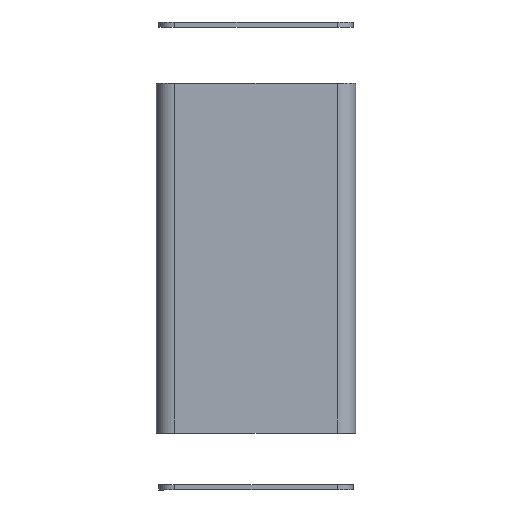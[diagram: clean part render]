
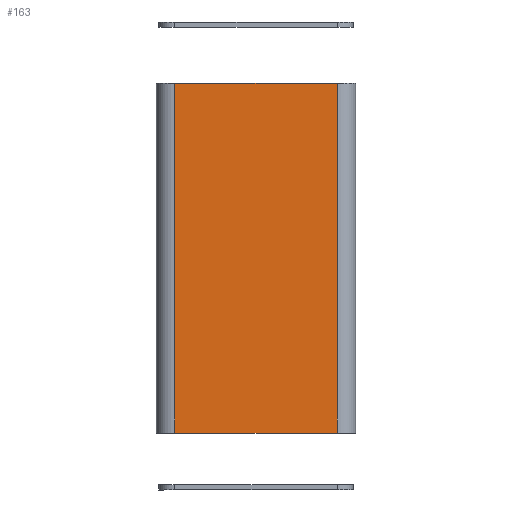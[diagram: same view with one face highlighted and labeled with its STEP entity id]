
A CAD part, front view. The second image highlights one B-rep face of the part: STEP entity #163.
In plain terms, the highlighted planar face has unit normal (0, -1, 0).
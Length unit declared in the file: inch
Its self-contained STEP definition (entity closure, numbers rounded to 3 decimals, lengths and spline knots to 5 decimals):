
#67 = DIRECTION ( 'NONE',  ( 0., 1., 0. ) ) ;
#68 = CARTESIAN_POINT ( 'NONE',  ( -107.99373, 124.51755, 3.93701 ) ) ;
#87 = VERTEX_POINT ( 'NONE', #380 ) ;
#126 = VECTOR ( 'NONE', #2095, 39.37008 ) ;
#163 = ADVANCED_FACE ( 'NONE', ( #2319 ), #1056, .F. ) ;
#228 = LINE ( 'NONE', #1036, #1835 ) ;
#380 = CARTESIAN_POINT ( 'NONE',  ( -107.99373, 124.51755, 3.93701 ) ) ;
#394 = CARTESIAN_POINT ( 'NONE',  ( -109.82444, 124.51755, 3.93701 ) ) ;
#452 = DIRECTION ( 'NONE',  ( 0., 0., -1. ) ) ;
#484 = LINE ( 'NONE', #2167, #1772 ) ;
#939 = EDGE_CURVE ( 'NONE', #1824, #87, #484, .T. ) ;
#976 = DIRECTION ( 'NONE',  ( 1., 0., 0. ) ) ;
#1025 = CARTESIAN_POINT ( 'NONE',  ( -107.99373, 124.51755, 3.93701 ) ) ;
#1036 = CARTESIAN_POINT ( 'NONE',  ( -107.99373, 124.51755, 0. ) ) ;
#1037 = EDGE_CURVE ( 'NONE', #87, #1931, #2174, .T. ) ;
#1056 = PLANE ( 'NONE',  #1830 ) ;
#1066 = CARTESIAN_POINT ( 'NONE',  ( -109.82444, 124.51755, 0. ) ) ;
#1087 = VECTOR ( 'NONE', #452, 39.37008 ) ;
#1150 = EDGE_CURVE ( 'NONE', #2327, #1931, #228, .T. ) ;
#1726 = EDGE_CURVE ( 'NONE', #1824, #2327, #2493, .T. ) ;
#1772 = VECTOR ( 'NONE', #976, 39.37008 ) ;
#1791 = ORIENTED_EDGE ( 'NONE', *, *, #1726, .T. ) ;
#1824 = VERTEX_POINT ( 'NONE', #394 ) ;
#1825 = DIRECTION ( 'NONE',  ( 0., 0., 1. ) ) ;
#1830 = AXIS2_PLACEMENT_3D ( 'NONE', #1025, #67, #1825 ) ;
#1835 = VECTOR ( 'NONE', #2028, 39.37008 ) ;
#1857 = ORIENTED_EDGE ( 'NONE', *, *, #1037, .F. ) ;
#1931 = VERTEX_POINT ( 'NONE', #1984 ) ;
#1984 = CARTESIAN_POINT ( 'NONE',  ( -107.99373, 124.51755, 0. ) ) ;
#2028 = DIRECTION ( 'NONE',  ( 1., 0., 0. ) ) ;
#2060 = ORIENTED_EDGE ( 'NONE', *, *, #1150, .T. ) ;
#2095 = DIRECTION ( 'NONE',  ( 0., 0., -1. ) ) ;
#2167 = CARTESIAN_POINT ( 'NONE',  ( -107.99373, 124.51755, 3.93701 ) ) ;
#2174 = LINE ( 'NONE', #68, #1087 ) ;
#2319 = FACE_OUTER_BOUND ( 'NONE', #2482, .T. ) ;
#2327 = VERTEX_POINT ( 'NONE', #1066 ) ;
#2466 = CARTESIAN_POINT ( 'NONE',  ( -109.82444, 124.51755, 3.93701 ) ) ;
#2482 = EDGE_LOOP ( 'NONE', ( #2060, #1857, #2496, #1791 ) ) ;
#2493 = LINE ( 'NONE', #2466, #126 ) ;
#2496 = ORIENTED_EDGE ( 'NONE', *, *, #939, .F. ) ;
